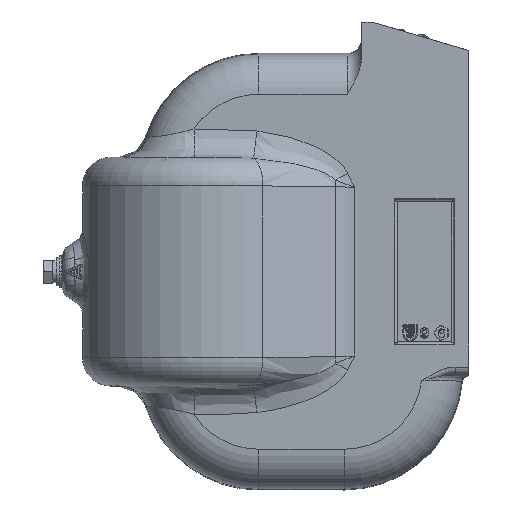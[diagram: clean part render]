
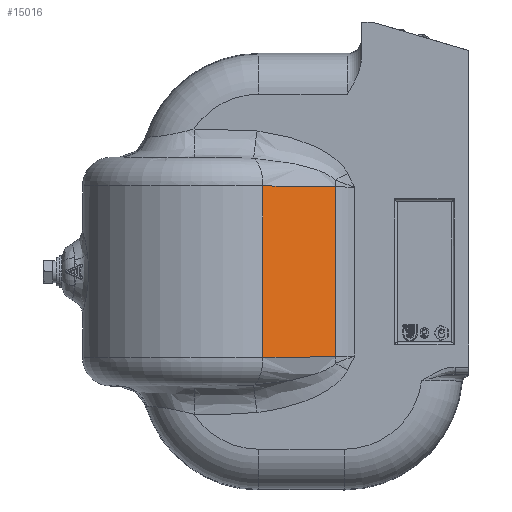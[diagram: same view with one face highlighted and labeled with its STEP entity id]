
A CAD part, left-side view. The second image highlights one B-rep face of the part: STEP entity #15016.
In plain terms, the highlighted planar face has unit normal (-0.896, -0.444, 0).
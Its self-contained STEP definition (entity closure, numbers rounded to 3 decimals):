
#851 = ORIENTED_EDGE ( 'NONE', *, *, #21988, .F. ) ;
#1850 = LINE ( 'NONE', #11361, #1890 ) ;
#1890 = VECTOR ( 'NONE', #11362, 1000. ) ;
#1966 = LINE ( 'NONE', #17511, #1992 ) ;
#1992 = VECTOR ( 'NONE', #17512, 1000. ) ;
#3134 = FACE_OUTER_BOUND ( 'NONE', #10128, .T. ) ;
#5785 = VERTEX_POINT ( 'NONE', #12262 ) ;
#6502 = VERTEX_POINT ( 'NONE', #12817 ) ;
#10128 = EDGE_LOOP ( 'NONE', ( #851, #13935, #13862, #14103 ) ) ;
#11104 = CARTESIAN_POINT ( 'NONE',  ( -78.395, 55.635, -60.134 ) ) ;
#11142 = CARTESIAN_POINT ( 'NONE',  ( -74.182, 47.138, -60.134 ) ) ;
#11143 = CARTESIAN_POINT ( 'NONE',  ( -69.97, 38.641, -60.08 ) ) ;
#11145 = CARTESIAN_POINT ( 'NONE',  ( -61.546, 21.649, -59.887 ) ) ;
#11147 = CARTESIAN_POINT ( 'NONE',  ( -57.334, 13.153, -59.75 ) ) ;
#11149 = CARTESIAN_POINT ( 'NONE',  ( -53.122, 4.657, -59.59 ) ) ;
#11361 = CARTESIAN_POINT ( 'NONE',  ( -78.395, 55.635, -81.909 ) ) ;
#11362 = DIRECTION ( 'NONE',  ( 0., 0., 1. ) ) ;
#12262 = CARTESIAN_POINT ( 'NONE',  ( -78.395, 55.635, 60.134 ) ) ;
#12817 = CARTESIAN_POINT ( 'NONE',  ( -78.395, 55.635, -60.134 ) ) ;
#13862 = ORIENTED_EDGE ( 'NONE', *, *, #21720, .T. ) ;
#13935 = ORIENTED_EDGE ( 'NONE', *, *, #21946, .T. ) ;
#14103 = ORIENTED_EDGE ( 'NONE', *, *, #21745, .T. ) ;
#15016 = ADVANCED_FACE ( 'NONE', ( #3134 ), #20624, .F. ) ;
#15564 = B_SPLINE_CURVE_WITH_KNOTS ( 'NONE', 3,
 ( #17618, #17621, #17622, #17623, #17624, #17625 ),
 .UNSPECIFIED., .F., .F.,
 ( 4, 2, 4 ),
 ( 0., 0.028, 0.057 ),
 .UNSPECIFIED. ) ;
#15770 = B_SPLINE_CURVE_WITH_KNOTS ( 'NONE', 3,
 ( #11104, #11142, #11143, #11145, #11147, #11149 ),
 .UNSPECIFIED., .F., .F.,
 ( 4, 2, 4 ),
 ( 0., 0.028, 0.057 ),
 .UNSPECIFIED. ) ;
#17294 = CARTESIAN_POINT ( 'NONE',  ( -53.122, 4.657, -59.59 ) ) ;
#17373 = CARTESIAN_POINT ( 'NONE',  ( -53.122, 4.657, 59.59 ) ) ;
#17511 = CARTESIAN_POINT ( 'NONE',  ( -53.122, 4.657, -81.909 ) ) ;
#17512 = DIRECTION ( 'NONE',  ( 0., 0., 1. ) ) ;
#17618 = CARTESIAN_POINT ( 'NONE',  ( -53.122, 4.657, 59.59 ) ) ;
#17621 = CARTESIAN_POINT ( 'NONE',  ( -57.334, 13.153, 59.75 ) ) ;
#17622 = CARTESIAN_POINT ( 'NONE',  ( -61.546, 21.649, 59.887 ) ) ;
#17623 = CARTESIAN_POINT ( 'NONE',  ( -69.97, 38.641, 60.08 ) ) ;
#17624 = CARTESIAN_POINT ( 'NONE',  ( -74.182, 47.138, 60.134 ) ) ;
#17625 = CARTESIAN_POINT ( 'NONE',  ( -78.395, 55.635, 60.134 ) ) ;
#18668 = VERTEX_POINT ( 'NONE', #17294 ) ;
#18746 = VERTEX_POINT ( 'NONE', #17373 ) ;
#18953 = AXIS2_PLACEMENT_3D ( 'NONE', #20627, #20650, #20649 ) ;
#20624 = PLANE ( 'NONE',  #18953 ) ;
#20627 = CARTESIAN_POINT ( 'NONE',  ( -50., -1.64, -81.909 ) ) ;
#20649 = DIRECTION ( 'NONE',  ( -0.444, 0.896, 0. ) ) ;
#20650 = DIRECTION ( 'NONE',  ( 0.896, 0.444, 0. ) ) ;
#21720 = EDGE_CURVE ( 'NONE', #18668, #18746, #1966, .T. ) ;
#21745 = EDGE_CURVE ( 'NONE', #18746, #5785, #15564, .T. ) ;
#21946 = EDGE_CURVE ( 'NONE', #6502, #18668, #15770, .T. ) ;
#21988 = EDGE_CURVE ( 'NONE', #6502, #5785, #1850, .T. ) ;
